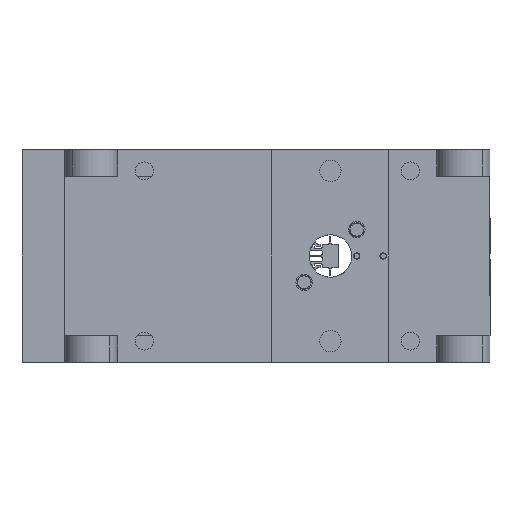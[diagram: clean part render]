
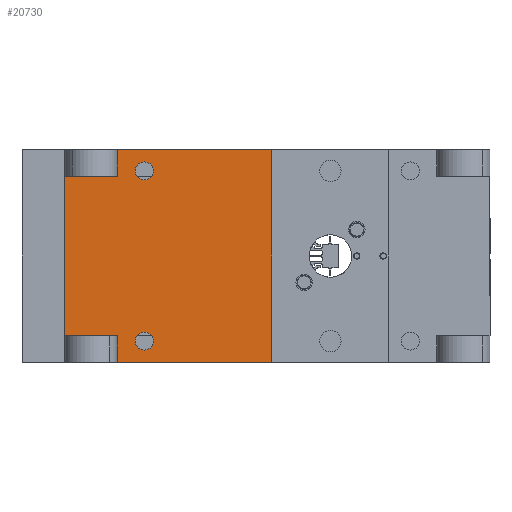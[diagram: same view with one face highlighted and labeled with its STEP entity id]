
A CAD part, front view. The second image highlights one B-rep face of the part: STEP entity #20730.
In plain terms, the highlighted face is planar.
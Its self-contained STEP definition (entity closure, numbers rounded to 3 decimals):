
#78 = VERTEX_POINT ( 'NONE', #11752 ) ;
#144 = CIRCLE ( 'NONE', #8854, 1.7 ) ;
#249 = DIRECTION ( 'NONE',  ( 0.707, -0.707, 0. ) ) ;
#695 = CARTESIAN_POINT ( 'NONE',  ( -17.842, 40.319, 109.241 ) ) ;
#1059 = CARTESIAN_POINT ( 'NONE',  ( -25.621, 53.754, 109.241 ) ) ;
#1542 = EDGE_CURVE ( 'NONE', #17999, #21251, #144, .T. ) ;
#1559 = CARTESIAN_POINT ( 'NONE',  ( -18.55, 46.683, 109.241 ) ) ;
#1706 = CARTESIAN_POINT ( 'NONE',  ( -36.227, 14.863, 109.241 ) ) ;
#2119 = ORIENTED_EDGE ( 'NONE', *, *, #6310, .T. ) ;
#2149 = EDGE_CURVE ( 'NONE', #22537, #6937, #12801, .T. ) ;
#2706 = EDGE_LOOP ( 'NONE', ( #10068, #22669, #6571, #21206, #3143, #12133, #14131, #7308 ) ) ;
#2766 = CARTESIAN_POINT ( 'NONE',  ( -26.328, -2.108, 109.241 ) ) ;
#2768 = CARTESIAN_POINT ( 'NONE',  ( -50.369, 29.005, 109.241 ) ) ;
#2901 = DIRECTION ( 'NONE',  ( 0.707, 0.707, 0. ) ) ;
#3121 = LINE ( 'NONE', #15631, #12750 ) ;
#3143 = ORIENTED_EDGE ( 'NONE', *, *, #6317, .F. ) ;
#3146 = DIRECTION ( 'NONE',  ( 0., 0., 1. ) ) ;
#3565 = CARTESIAN_POINT ( 'NONE',  ( -16.64, 39.117, 109.241 ) ) ;
#4275 = EDGE_CURVE ( 'NONE', #20360, #78, #5695, .T. ) ;
#4289 = VERTEX_POINT ( 'NONE', #1559 ) ;
#4738 = DIRECTION ( 'NONE',  ( -0.707, 0.707, 0. ) ) ;
#4877 = EDGE_CURVE ( 'NONE', #20280, #12311, #12764, .T. ) ;
#4922 = CARTESIAN_POINT ( 'NONE',  ( -53.905, 25.469, 109.241 ) ) ;
#5159 = FACE_BOUND ( 'NONE', #22394, .T. ) ;
#5437 = LINE ( 'NONE', #7087, #5667 ) ;
#5645 = CIRCLE ( 'NONE', #23142, 1.7 ) ;
#5667 = VECTOR ( 'NONE', #12952, 1000. ) ;
#5689 = VERTEX_POINT ( 'NONE', #18436 ) ;
#5695 = LINE ( 'NONE', #8912, #15729 ) ;
#6310 = EDGE_CURVE ( 'NONE', #6937, #22537, #5645, .T. ) ;
#6317 = EDGE_CURVE ( 'NONE', #20360, #12311, #10471, .T. ) ;
#6571 = ORIENTED_EDGE ( 'NONE', *, *, #16227, .T. ) ;
#6937 = VERTEX_POINT ( 'NONE', #19922 ) ;
#7087 = CARTESIAN_POINT ( 'NONE',  ( -19.257, 4.963, 109.241 ) ) ;
#7308 = ORIENTED_EDGE ( 'NONE', *, *, #9818, .F. ) ;
#7947 = DIRECTION ( 'NONE',  ( 0., 0., 1. ) ) ;
#8104 = CARTESIAN_POINT ( 'NONE',  ( -29.156, 50.218, 109.241 ) ) ;
#8271 = CARTESIAN_POINT ( 'NONE',  ( -40.47, 17.691, 109.241 ) ) ;
#8409 = DIRECTION ( 'NONE',  ( -0.707, 0.707, 0. ) ) ;
#8854 = AXIS2_PLACEMENT_3D ( 'NONE', #23264, #3146, #19669 ) ;
#8912 = CARTESIAN_POINT ( 'NONE',  ( -11.478, 32.54, 109.241 ) ) ;
#9047 = CIRCLE ( 'NONE', #10974, 1.7 ) ;
#9062 = DIRECTION ( 'NONE',  ( -0.707, 0.707, 0. ) ) ;
#9818 = EDGE_CURVE ( 'NONE', #15573, #4289, #3121, .T. ) ;
#10068 = ORIENTED_EDGE ( 'NONE', *, *, #16901, .T. ) ;
#10171 = CARTESIAN_POINT ( 'NONE',  ( -37.995, 27.237, 109.241 ) ) ;
#10334 = CARTESIAN_POINT ( 'NONE',  ( -25.621, 39.612, 109.241 ) ) ;
#10471 = LINE ( 'NONE', #1059, #10989 ) ;
#10974 = AXIS2_PLACEMENT_3D ( 'NONE', #695, #7947, #18894 ) ;
#10989 = VECTOR ( 'NONE', #12269, 1000. ) ;
#11708 = VERTEX_POINT ( 'NONE', #2766 ) ;
#11752 = CARTESIAN_POINT ( 'NONE',  ( -22.085, 43.147, 109.241 ) ) ;
#12133 = ORIENTED_EDGE ( 'NONE', *, *, #4275, .T. ) ;
#12269 = DIRECTION ( 'NONE',  ( -0.707, -0.707, 0. ) ) ;
#12311 = VERTEX_POINT ( 'NONE', #2768 ) ;
#12437 = FACE_OUTER_BOUND ( 'NONE', #2706, .T. ) ;
#12750 = VECTOR ( 'NONE', #19430, 1000. ) ;
#12764 = LINE ( 'NONE', #1706, #18970 ) ;
#12801 = CIRCLE ( 'NONE', #18887, 1.7 ) ;
#12952 = DIRECTION ( 'NONE',  ( -0.707, -0.707, 0. ) ) ;
#13208 = ORIENTED_EDGE ( 'NONE', *, *, #21312, .T. ) ;
#13221 = CARTESIAN_POINT ( 'NONE',  ( 1.957, 26.176, 109.241 ) ) ;
#13247 = CARTESIAN_POINT ( 'NONE',  ( -39.268, 16.489, 109.241 ) ) ;
#13753 = VECTOR ( 'NONE', #15539, 1000. ) ;
#14131 = ORIENTED_EDGE ( 'NONE', *, *, #21421, .T. ) ;
#14218 = DIRECTION ( 'NONE',  ( 0., 0., -1. ) ) ;
#15051 = CARTESIAN_POINT ( 'NONE',  ( -19.045, 41.521, 109.241 ) ) ;
#15108 = AXIS2_PLACEMENT_3D ( 'NONE', #21114, #14218, #23146 ) ;
#15444 = DIRECTION ( 'NONE',  ( 0.707, 0.707, 0. ) ) ;
#15539 = DIRECTION ( 'NONE',  ( 0.707, -0.707, 0. ) ) ;
#15573 = VERTEX_POINT ( 'NONE', #13221 ) ;
#15593 = DIRECTION ( 'NONE',  ( 0., 0., 1. ) ) ;
#15631 = CARTESIAN_POINT ( 'NONE',  ( 30.948, -2.815, 109.241 ) ) ;
#15634 = CARTESIAN_POINT ( 'NONE',  ( -43.298, 21.934, 109.241 ) ) ;
#15729 = VECTOR ( 'NONE', #249, 1000. ) ;
#16227 = EDGE_CURVE ( 'NONE', #5689, #20280, #21018, .T. ) ;
#16301 = EDGE_CURVE ( 'NONE', #5689, #11708, #20895, .T. ) ;
#16901 = EDGE_CURVE ( 'NONE', #15573, #11708, #5437, .T. ) ;
#17451 = LINE ( 'NONE', #10334, #18213 ) ;
#17672 = FACE_BOUND ( 'NONE', #18907, .T. ) ;
#17999 = VERTEX_POINT ( 'NONE', #15051 ) ;
#18048 = ORIENTED_EDGE ( 'NONE', *, *, #1542, .T. ) ;
#18213 = VECTOR ( 'NONE', #15444, 1000. ) ;
#18436 = CARTESIAN_POINT ( 'NONE',  ( -46.834, 18.398, 109.241 ) ) ;
#18887 = AXIS2_PLACEMENT_3D ( 'NONE', #8271, #18893, #8409 ) ;
#18893 = DIRECTION ( 'NONE',  ( 0., 0., 1. ) ) ;
#18894 = DIRECTION ( 'NONE',  ( -0.707, 0.707, 0. ) ) ;
#18907 = EDGE_LOOP ( 'NONE', ( #2119, #22286 ) ) ;
#18970 = VECTOR ( 'NONE', #9062, 1000. ) ;
#19161 = CARTESIAN_POINT ( 'NONE',  ( -40.47, 17.691, 109.241 ) ) ;
#19430 = DIRECTION ( 'NONE',  ( -0.707, 0.707, 0. ) ) ;
#19669 = DIRECTION ( 'NONE',  ( -0.707, 0.707, 0. ) ) ;
#19922 = CARTESIAN_POINT ( 'NONE',  ( -41.672, 18.893, 109.241 ) ) ;
#20280 = VERTEX_POINT ( 'NONE', #15634 ) ;
#20360 = VERTEX_POINT ( 'NONE', #8104 ) ;
#20730 = ADVANCED_FACE ( 'NONE', ( #12437, #17672, #5159 ), #23031, .T. ) ;
#20895 = LINE ( 'NONE', #4922, #13753 ) ;
#21018 = LINE ( 'NONE', #10171, #23259 ) ;
#21114 = CARTESIAN_POINT ( 'NONE',  ( -11.478, 11.327, 109.241 ) ) ;
#21206 = ORIENTED_EDGE ( 'NONE', *, *, #4877, .T. ) ;
#21251 = VERTEX_POINT ( 'NONE', #3565 ) ;
#21312 = EDGE_CURVE ( 'NONE', #21251, #17999, #9047, .T. ) ;
#21421 = EDGE_CURVE ( 'NONE', #78, #4289, #17451, .T. ) ;
#22286 = ORIENTED_EDGE ( 'NONE', *, *, #2149, .T. ) ;
#22394 = EDGE_LOOP ( 'NONE', ( #18048, #13208 ) ) ;
#22537 = VERTEX_POINT ( 'NONE', #13247 ) ;
#22669 = ORIENTED_EDGE ( 'NONE', *, *, #16301, .F. ) ;
#23031 = PLANE ( 'NONE',  #15108 ) ;
#23142 = AXIS2_PLACEMENT_3D ( 'NONE', #19161, #15593, #4738 ) ;
#23146 = DIRECTION ( 'NONE',  ( 0.707, -0.707, 0. ) ) ;
#23259 = VECTOR ( 'NONE', #2901, 1000. ) ;
#23264 = CARTESIAN_POINT ( 'NONE',  ( -17.842, 40.319, 109.241 ) ) ;
